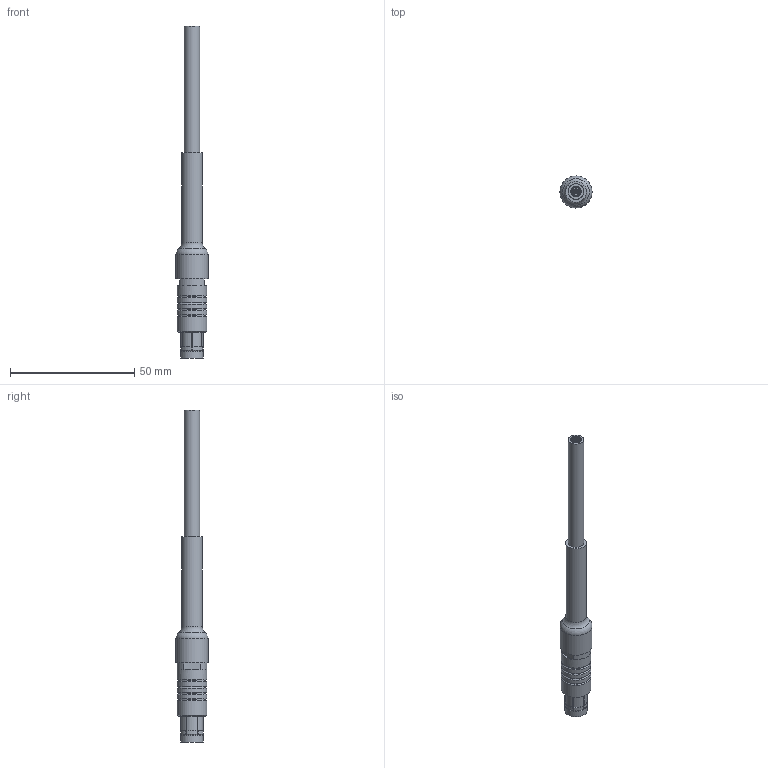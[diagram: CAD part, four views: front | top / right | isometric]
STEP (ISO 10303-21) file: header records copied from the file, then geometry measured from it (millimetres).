
FILE_DESCRIPTION(/* description */ (''),/* implementation_level */ '2;1');
FILE_NAME(/* name */ 'C66.stp',/* time_stamp */ '2020-05-01T14:45:25-04:00',/* author */ ('lcup'),/* organization */ (''),/* preprocessor_version */ 'ST-DEVELOPER v18',/* originating_system */ 'Autodesk Inventor 2020',/* authorisation */ '');
FILE_SCHEMA (('AUTOMOTIVE_DESIGN { 1 0 10303 214 3 1 1 }'));
Length unit declared in the file: inch
Products named in the file (10): C66; C66, HEAT SHRINK; CBP10092; CBP10092, CAP; CBP10092, INSERT; CBP10092, INSERT2; CBP10092, BODY; CBP10092, PINS; CB103; CBP10033
Assembly tree (9 placements, depth 3):
  C66
    C66, HEAT SHRINK
    CBP10092
      CBP10092, CAP
      CBP10092, INSERT
      CBP10092, INSERT2
      CBP10092, BODY
      CBP10092, PINS
    CB103
      CBP10033
Bounding box: 12.91 x 12.91 x 133.5 mm (x, y, z)
Volume: 5541.1 mm3; surface area: 8496.5 mm2
Topology: 7 solids, 7 shells, 386 faces, 862 edges, 573 vertices
Faces by surface type: cylinder 174, plane 166, cone 37, torus 5, bspline 3, sphere 1
Full cylindrical faces by diameter (mm): 0.127 x19, 0.203 x38, 0.762 x12, 1.168 x12, 3.353 x1, 3.988 x1, 4.115 x1, 4.142 x1, 4.267 x1, 5.842 x1, 6.223 x1, 6.337 x1, 6.985 x1, 7.061 x1, 7.62 x2, 7.95 x1, 7.976 x1, 8.369 x1, 8.382 x1, 8.941 x1, 9.22 x20, 9.779 x1, 10.82 x1, 10.876 x1, 11.176 x4, 11.862 x5, 12.908 x1
Entity records: 13727 total; most frequent: CARTESIAN_POINT 4179, DIRECTION 1988, ORIENTED_EDGE 1712, EDGE_CURVE 856, AXIS2_PLACEMENT_3D 807, VERTEX_POINT 573, EDGE_LOOP 484, CIRCLE 401
